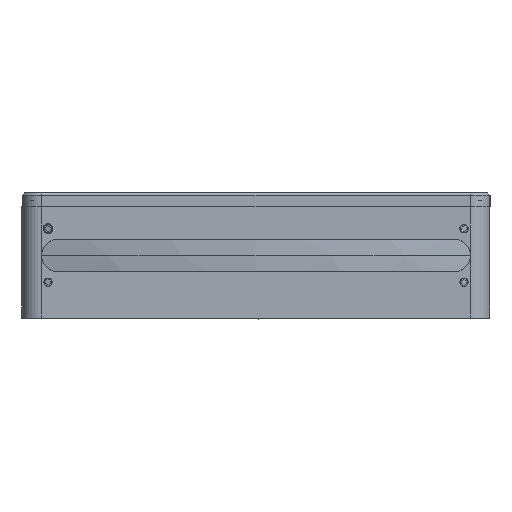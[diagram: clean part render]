
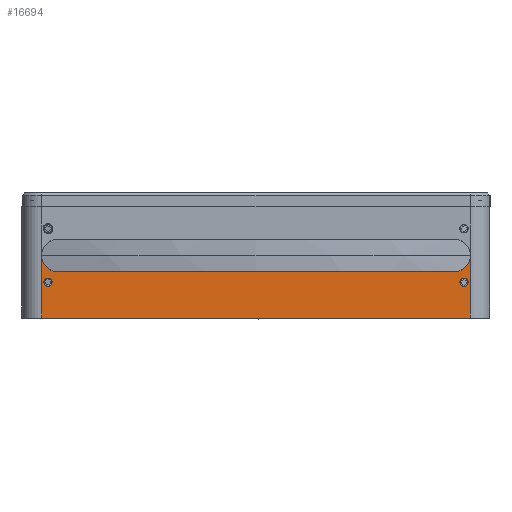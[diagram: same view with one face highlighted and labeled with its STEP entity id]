
A CAD part, front view. The second image highlights one B-rep face of the part: STEP entity #16694.
In plain terms, the highlighted planar face has unit normal (0, -1, 0).
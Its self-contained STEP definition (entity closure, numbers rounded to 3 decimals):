
#99 = LINE ( 'NONE', #7919, #14792 ) ;
#651 = AXIS2_PLACEMENT_3D ( 'NONE', #11493, #1741, #10103 ) ;
#779 = ORIENTED_EDGE ( 'NONE', *, *, #9164, .F. ) ;
#884 = ORIENTED_EDGE ( 'NONE', *, *, #5307, .F. ) ;
#898 = CARTESIAN_POINT ( 'NONE',  ( 47.561, -159.676, 287.75 ) ) ;
#900 = ORIENTED_EDGE ( 'NONE', *, *, #15897, .F. ) ;
#923 = DIRECTION ( 'NONE',  ( 0., 0., -1. ) ) ;
#1081 = EDGE_CURVE ( 'NONE', #10656, #8285, #10100, .T. ) ;
#1137 = CARTESIAN_POINT ( 'NONE',  ( -84.439, -159.676, 0. ) ) ;
#1161 = ORIENTED_EDGE ( 'NONE', *, *, #4976, .T. ) ;
#1198 = ORIENTED_EDGE ( 'NONE', *, *, #17000, .T. ) ;
#1300 = DIRECTION ( 'NONE',  ( 0., 0., -1. ) ) ;
#1334 = AXIS2_PLACEMENT_3D ( 'NONE', #8638, #8618, #8612 ) ;
#1352 = ORIENTED_EDGE ( 'NONE', *, *, #17570, .F. ) ;
#1667 = ORIENTED_EDGE ( 'NONE', *, *, #12644, .F. ) ;
#1741 = DIRECTION ( 'NONE',  ( 0., 1., 0. ) ) ;
#2154 = AXIS2_PLACEMENT_3D ( 'NONE', #5447, #5431, #5411 ) ;
#2265 = EDGE_LOOP ( 'NONE', ( #14484, #17517 ) ) ;
#2294 = CARTESIAN_POINT ( 'NONE',  ( 45.561, -159.676, -7. ) ) ;
#2753 = AXIS2_PLACEMENT_3D ( 'NONE', #6540, #6538, #6517 ) ;
#3367 = CARTESIAN_POINT ( 'NONE',  ( 47.561, -159.676, -19.25 ) ) ;
#3560 = CIRCLE ( 'NONE', #11350, 5. ) ;
#3780 = FACE_BOUND ( 'NONE', #13855, .T. ) ;
#4080 = DIRECTION ( 'NONE',  ( 0., 0., -1. ) ) ;
#4109 = CARTESIAN_POINT ( 'NONE',  ( -84.439, -159.676, 287.75 ) ) ;
#4220 = VERTEX_POINT ( 'NONE', #8994 ) ;
#4553 = EDGE_LOOP ( 'NONE', ( #884, #900, #16695, #1667, #1161, #1198 ) ) ;
#4897 = CIRCLE ( 'NONE', #9274, 1.25 ) ;
#4976 = EDGE_CURVE ( 'NONE', #16498, #12582, #12741, .T. ) ;
#5068 = VERTEX_POINT ( 'NONE', #3367 ) ;
#5307 = EDGE_CURVE ( 'NONE', #6434, #5068, #16315, .T. ) ;
#5367 = CARTESIAN_POINT ( 'NONE',  ( -79.439, -159.676, -5. ) ) ;
#5411 = DIRECTION ( 'NONE',  ( 0., 0., -1. ) ) ;
#5431 = DIRECTION ( 'NONE',  ( 0., -1., 0. ) ) ;
#5447 = CARTESIAN_POINT ( 'NONE',  ( -82.439, -159.676, -8.25 ) ) ;
#6036 = LINE ( 'NONE', #9061, #17542 ) ;
#6069 = CIRCLE ( 'NONE', #1334, 1.25 ) ;
#6071 = EDGE_CURVE ( 'NONE', #8285, #10656, #4897, .T. ) ;
#6087 = CARTESIAN_POINT ( 'NONE',  ( 45.561, -159.676, -9.5 ) ) ;
#6434 = VERTEX_POINT ( 'NONE', #13289 ) ;
#6485 = DIRECTION ( 'NONE',  ( 1., 0., 0. ) ) ;
#6517 = DIRECTION ( 'NONE',  ( 0., 0., 1. ) ) ;
#6538 = DIRECTION ( 'NONE',  ( 0., -1., 0. ) ) ;
#6540 = CARTESIAN_POINT ( 'NONE',  ( 42.561, -159.676, 0. ) ) ;
#7537 = FACE_OUTER_BOUND ( 'NONE', #4553, .T. ) ;
#7919 = CARTESIAN_POINT ( 'NONE',  ( 47.561, -159.676, -19.25 ) ) ;
#7997 = DIRECTION ( 'NONE',  ( 0., 0., -1. ) ) ;
#8285 = VERTEX_POINT ( 'NONE', #17544 ) ;
#8612 = DIRECTION ( 'NONE',  ( 0., 0., -1. ) ) ;
#8618 = DIRECTION ( 'NONE',  ( 0., -1., 0. ) ) ;
#8638 = CARTESIAN_POINT ( 'NONE',  ( 45.561, -159.676, -8.25 ) ) ;
#8824 = DIRECTION ( 'NONE',  ( 1., 0., 0. ) ) ;
#8994 = CARTESIAN_POINT ( 'NONE',  ( 42.561, -159.676, -5. ) ) ;
#9046 = DIRECTION ( 'NONE',  ( 0., 0., 1. ) ) ;
#9061 = CARTESIAN_POINT ( 'NONE',  ( -79.439, -159.676, -5. ) ) ;
#9140 = EDGE_CURVE ( 'NONE', #9529, #4220, #6036, .T. ) ;
#9164 = EDGE_CURVE ( 'NONE', #11752, #13944, #6069, .T. ) ;
#9200 = DIRECTION ( 'NONE',  ( 0., -1., 0. ) ) ;
#9274 = AXIS2_PLACEMENT_3D ( 'NONE', #16103, #16085, #1300 ) ;
#9288 = CARTESIAN_POINT ( 'NONE',  ( -79.439, -159.676, 0. ) ) ;
#9372 = CARTESIAN_POINT ( 'NONE',  ( 45.561, -159.676, -8.25 ) ) ;
#9529 = VERTEX_POINT ( 'NONE', #5367 ) ;
#10100 = CIRCLE ( 'NONE', #2154, 1.25 ) ;
#10103 = DIRECTION ( 'NONE',  ( 0., 0., 1. ) ) ;
#10161 = PLANE ( 'NONE',  #651 ) ;
#10482 = CARTESIAN_POINT ( 'NONE',  ( -84.439, -159.676, -19.25 ) ) ;
#10656 = VERTEX_POINT ( 'NONE', #15280 ) ;
#11350 = AXIS2_PLACEMENT_3D ( 'NONE', #9288, #9200, #9046 ) ;
#11493 = CARTESIAN_POINT ( 'NONE',  ( 47.561, -159.676, 287.75 ) ) ;
#11752 = VERTEX_POINT ( 'NONE', #2294 ) ;
#11761 = CIRCLE ( 'NONE', #12655, 1.25 ) ;
#12582 = VERTEX_POINT ( 'NONE', #10482 ) ;
#12644 = EDGE_CURVE ( 'NONE', #16498, #9529, #3560, .T. ) ;
#12655 = AXIS2_PLACEMENT_3D ( 'NONE', #9372, #17698, #7997 ) ;
#12699 = VECTOR ( 'NONE', #4080, 1000. ) ;
#12741 = LINE ( 'NONE', #4109, #12699 ) ;
#13289 = CARTESIAN_POINT ( 'NONE',  ( 47.561, -159.676, 0. ) ) ;
#13855 = EDGE_LOOP ( 'NONE', ( #1352, #779 ) ) ;
#13944 = VERTEX_POINT ( 'NONE', #6087 ) ;
#14484 = ORIENTED_EDGE ( 'NONE', *, *, #1081, .F. ) ;
#14792 = VECTOR ( 'NONE', #6485, 1000. ) ;
#14842 = VECTOR ( 'NONE', #923, 1000. ) ;
#15280 = CARTESIAN_POINT ( 'NONE',  ( -82.439, -159.676, -9.5 ) ) ;
#15897 = EDGE_CURVE ( 'NONE', #4220, #6434, #17022, .T. ) ;
#16085 = DIRECTION ( 'NONE',  ( 0., -1., 0. ) ) ;
#16103 = CARTESIAN_POINT ( 'NONE',  ( -82.439, -159.676, -8.25 ) ) ;
#16267 = FACE_BOUND ( 'NONE', #2265, .T. ) ;
#16315 = LINE ( 'NONE', #898, #14842 ) ;
#16498 = VERTEX_POINT ( 'NONE', #1137 ) ;
#16694 = ADVANCED_FACE ( 'NONE', ( #7537, #16267, #3780 ), #10161, .F. ) ;
#16695 = ORIENTED_EDGE ( 'NONE', *, *, #9140, .F. ) ;
#17000 = EDGE_CURVE ( 'NONE', #12582, #5068, #99, .T. ) ;
#17022 = CIRCLE ( 'NONE', #2753, 5. ) ;
#17517 = ORIENTED_EDGE ( 'NONE', *, *, #6071, .F. ) ;
#17542 = VECTOR ( 'NONE', #8824, 1000. ) ;
#17544 = CARTESIAN_POINT ( 'NONE',  ( -82.439, -159.676, -7. ) ) ;
#17570 = EDGE_CURVE ( 'NONE', #13944, #11752, #11761, .T. ) ;
#17698 = DIRECTION ( 'NONE',  ( 0., -1., 0. ) ) ;
